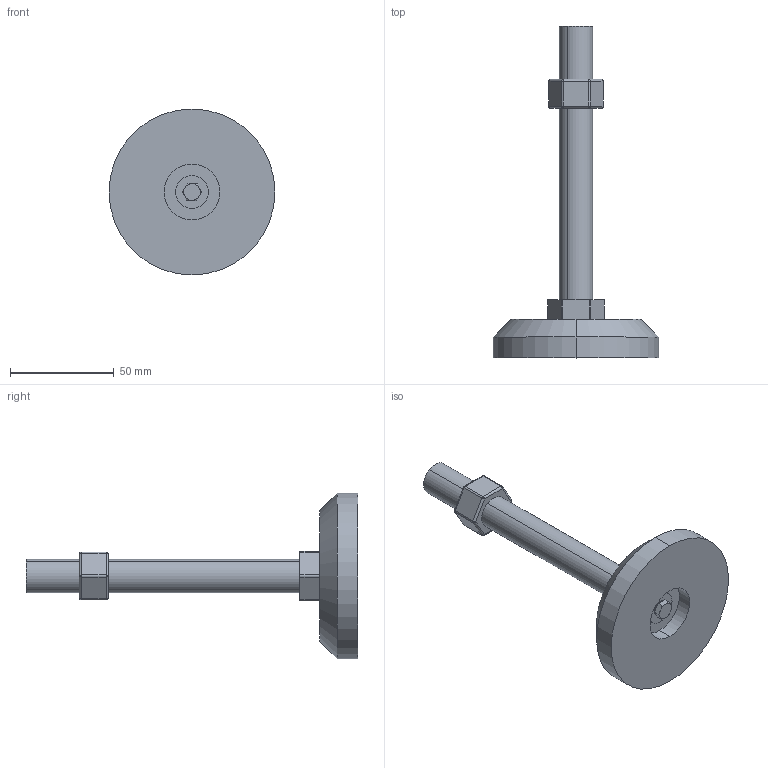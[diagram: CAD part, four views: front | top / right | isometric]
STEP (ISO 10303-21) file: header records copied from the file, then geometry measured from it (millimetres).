
FILE_DESCRIPTION (( 'STEP AP214' ), '1' );
FILE_NAME ('A809 Îïîðà ðåãóëèðóåìàÿ Ô80 Ì16õ160, íåðæ.STEP', '2025-06-25T13:19:31', ( '' ), ( '' ), 'SwSTEP 2.0', 'SolidWorks 2025', '' );
FILE_SCHEMA (( 'AUTOMOTIVE_DESIGN' ));
Length unit declared in the file: millimetre
Products named in the file (5): Вал M16_00; Гайка М16_00; A809 Опора регулируемая Ф80 М16х160, нерж; hex bolt gradeab_din_DIN EN 24014 - M5 x 25 x 16-N; Опора_00
Assembly tree (4 placements, depth 2):
  A809 Опора регулируемая Ф80 М16х160, нерж
    Опора_00
    Вал M16_00
    hex bolt gradeab_din_DIN EN 24014 - M5 x 25 x 16-N
    Гайка М16_00
Bounding box: 80 x 160 x 80 mm (x, y, z)
Volume: 116376.2 mm3; surface area: 26253.8 mm2
Topology: 4 solids, 4 shells, 110 faces, 244 edges, 133 vertices
Faces by surface type: cylinder 44, plane 36, cone 16, sphere 12, torus 2
Entity records: 3130 total; most frequent: DIRECTION 562, CARTESIAN_POINT 532, ORIENTED_EDGE 460, EDGE_CURVE 230, AXIS2_PLACEMENT_3D 227, VERTEX_POINT 133, EDGE_LOOP 119, FACE_OUTER_BOUND 110
